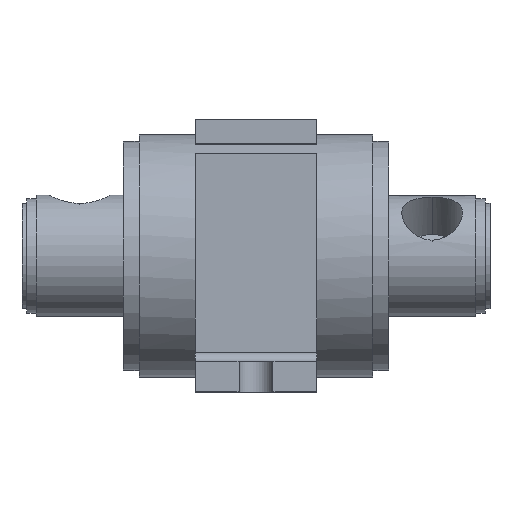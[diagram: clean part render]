
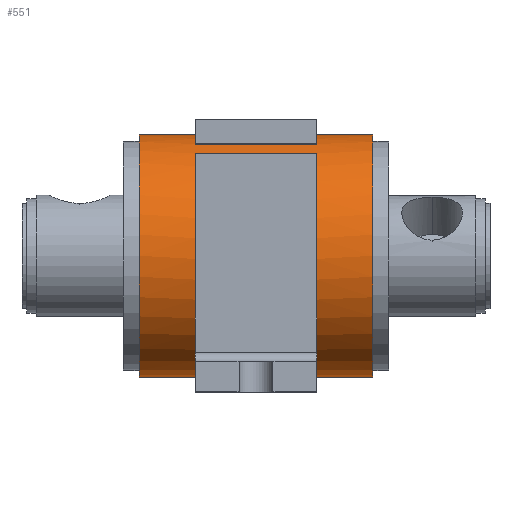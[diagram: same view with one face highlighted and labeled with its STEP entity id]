
A CAD part, top view. The second image highlights one B-rep face of the part: STEP entity #551.
In plain terms, the highlighted cylindrical face has radius 25.4 mm (diameter 50.8 mm), a partial arc.
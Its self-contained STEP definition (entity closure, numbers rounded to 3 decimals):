
#33 = AXIS2_PLACEMENT_3D ( 'NONE', #2397, #951, #2637 ) ;
#92 = EDGE_LOOP ( 'NONE', ( #1897, #2667, #2341, #1495, #1176, #2082, #1524, #458, #1117, #1859, #2092, #1197 ) ) ;
#202 = LINE ( 'NONE', #2368, #828 ) ;
#205 = CARTESIAN_POINT ( 'NONE',  ( 24.45, 25.4, 0. ) ) ;
#300 = AXIS2_PLACEMENT_3D ( 'NONE', #2255, #822, #2499 ) ;
#324 = DIRECTION ( 'NONE',  ( 1., 0., 0. ) ) ;
#344 = DIRECTION ( 'NONE',  ( 1., 0., 0. ) ) ;
#355 = CIRCLE ( 'NONE', #300, 25.4 ) ;
#360 = CIRCLE ( 'NONE', #705, 25.4 ) ;
#385 = CARTESIAN_POINT ( 'NONE',  ( 12.7, 21.42, 13.651 ) ) ;
#404 = DIRECTION ( 'NONE',  ( 1., 0., 0. ) ) ;
#452 = EDGE_CURVE ( 'NONE', #762, #2282, #2960, .T. ) ;
#458 = ORIENTED_EDGE ( 'NONE', *, *, #761, .F. ) ;
#522 = VERTEX_POINT ( 'NONE', #557 ) ;
#527 = EDGE_CURVE ( 'NONE', #1357, #2886, #883, .T. ) ;
#534 = VERTEX_POINT ( 'NONE', #2216 ) ;
#551 = ADVANCED_FACE ( 'NONE', ( #1226 ), #3071, .T. ) ;
#557 = CARTESIAN_POINT ( 'NONE',  ( -24.45, -25.4, 0. ) ) ;
#656 = DIRECTION ( 'NONE',  ( 1., 0., 0. ) ) ;
#698 = DIRECTION ( 'NONE',  ( -1., 0., 0. ) ) ;
#705 = AXIS2_PLACEMENT_3D ( 'NONE', #1110, #2792, #1352 ) ;
#761 = EDGE_CURVE ( 'NONE', #881, #2681, #1321, .T. ) ;
#762 = VERTEX_POINT ( 'NONE', #1695 ) ;
#776 = DIRECTION ( 'NONE',  ( 0., 0., -1. ) ) ;
#822 = DIRECTION ( 'NONE',  ( 1., 0., 0. ) ) ;
#828 = VECTOR ( 'NONE', #698, 1000. ) ;
#878 = CARTESIAN_POINT ( 'NONE',  ( 21.181, -25.4, 0. ) ) ;
#881 = VERTEX_POINT ( 'NONE', #1755 ) ;
#883 = CIRCLE ( 'NONE', #1704, 25.4 ) ;
#951 = DIRECTION ( 'NONE',  ( 1., 0., 0. ) ) ;
#1110 = CARTESIAN_POINT ( 'NONE',  ( 24.45, 0., 0. ) ) ;
#1117 = ORIENTED_EDGE ( 'NONE', *, *, #2352, .T. ) ;
#1145 = EDGE_CURVE ( 'NONE', #534, #522, #1826, .T. ) ;
#1159 = CIRCLE ( 'NONE', #33, 25.4 ) ;
#1176 = ORIENTED_EDGE ( 'NONE', *, *, #2061, .T. ) ;
#1197 = ORIENTED_EDGE ( 'NONE', *, *, #2600, .F. ) ;
#1198 = DIRECTION ( 'NONE',  ( 0., 1., 0. ) ) ;
#1226 = FACE_OUTER_BOUND ( 'NONE', #92, .T. ) ;
#1253 = VECTOR ( 'NONE', #1820, 1000. ) ;
#1321 = LINE ( 'NONE', #1452, #1951 ) ;
#1339 = EDGE_CURVE ( 'NONE', #1522, #1566, #2465, .T. ) ;
#1352 = DIRECTION ( 'NONE',  ( 0., 1., 0. ) ) ;
#1357 = VERTEX_POINT ( 'NONE', #1604 ) ;
#1431 = CARTESIAN_POINT ( 'NONE',  ( -24.45, 0., 0. ) ) ;
#1452 = CARTESIAN_POINT ( 'NONE',  ( 21.181, 25.4, 0. ) ) ;
#1495 = ORIENTED_EDGE ( 'NONE', *, *, #2702, .F. ) ;
#1522 = VERTEX_POINT ( 'NONE', #2373 ) ;
#1524 = ORIENTED_EDGE ( 'NONE', *, *, #2579, .F. ) ;
#1566 = VERTEX_POINT ( 'NONE', #2856 ) ;
#1604 = CARTESIAN_POINT ( 'NONE',  ( -12.7, 25.4, 0. ) ) ;
#1695 = CARTESIAN_POINT ( 'NONE',  ( 12.7, -25.4, 0. ) ) ;
#1704 = AXIS2_PLACEMENT_3D ( 'NONE', #2469, #2457, #776 ) ;
#1755 = CARTESIAN_POINT ( 'NONE',  ( 12.7, 25.4, 0. ) ) ;
#1807 = VERTEX_POINT ( 'NONE', #385 ) ;
#1820 = DIRECTION ( 'NONE',  ( -1., 0., 0. ) ) ;
#1821 = CARTESIAN_POINT ( 'NONE',  ( 21.181, 25.4, 0. ) ) ;
#1826 = CIRCLE ( 'NONE', #2049, 25.4 ) ;
#1841 = EDGE_CURVE ( 'NONE', #3075, #2886, #1871, .T. ) ;
#1859 = ORIENTED_EDGE ( 'NONE', *, *, #1841, .T. ) ;
#1871 = LINE ( 'NONE', #2051, #1253 ) ;
#1897 = ORIENTED_EDGE ( 'NONE', *, *, #1145, .T. ) ;
#1951 = VECTOR ( 'NONE', #2917, 1000. ) ;
#2049 = AXIS2_PLACEMENT_3D ( 'NONE', #1431, #2882, #1198 ) ;
#2051 = CARTESIAN_POINT ( 'NONE',  ( 12.7, 23.42, 9.832 ) ) ;
#2061 = EDGE_CURVE ( 'NONE', #1807, #762, #1159, .T. ) ;
#2075 = DIRECTION ( 'NONE',  ( 0., 0., -1. ) ) ;
#2082 = ORIENTED_EDGE ( 'NONE', *, *, #452, .T. ) ;
#2092 = ORIENTED_EDGE ( 'NONE', *, *, #527, .F. ) ;
#2095 = LINE ( 'NONE', #1821, #2673 ) ;
#2186 = AXIS2_PLACEMENT_3D ( 'NONE', #2946, #324, #2202 ) ;
#2202 = DIRECTION ( 'NONE',  ( 0., 1., 0. ) ) ;
#2216 = CARTESIAN_POINT ( 'NONE',  ( -24.45, 25.4, 0. ) ) ;
#2247 = LINE ( 'NONE', #2733, #2813 ) ;
#2255 = CARTESIAN_POINT ( 'NONE',  ( 12.7, 0., 0. ) ) ;
#2273 = CARTESIAN_POINT ( 'NONE',  ( -12.7, 23.42, 9.832 ) ) ;
#2282 = VERTEX_POINT ( 'NONE', #2482 ) ;
#2290 = DIRECTION ( 'NONE',  ( 1., 0., 0. ) ) ;
#2306 = VECTOR ( 'NONE', #2290, 1000. ) ;
#2325 = CARTESIAN_POINT ( 'NONE',  ( -12.7, 0., 0. ) ) ;
#2337 = EDGE_CURVE ( 'NONE', #522, #1566, #2247, .T. ) ;
#2341 = ORIENTED_EDGE ( 'NONE', *, *, #1339, .F. ) ;
#2352 = EDGE_CURVE ( 'NONE', #881, #3075, #355, .T. ) ;
#2368 = CARTESIAN_POINT ( 'NONE',  ( 12.7, 21.42, 13.651 ) ) ;
#2373 = CARTESIAN_POINT ( 'NONE',  ( -12.7, 21.42, 13.651 ) ) ;
#2397 = CARTESIAN_POINT ( 'NONE',  ( 12.7, 0., 0. ) ) ;
#2457 = DIRECTION ( 'NONE',  ( 1., 0., 0. ) ) ;
#2465 = CIRCLE ( 'NONE', #2483, 25.4 ) ;
#2469 = CARTESIAN_POINT ( 'NONE',  ( -12.7, 0., 0. ) ) ;
#2482 = CARTESIAN_POINT ( 'NONE',  ( 24.45, -25.4, 0. ) ) ;
#2483 = AXIS2_PLACEMENT_3D ( 'NONE', #2325, #656, #2075 ) ;
#2499 = DIRECTION ( 'NONE',  ( 0., 0., -1. ) ) ;
#2579 = EDGE_CURVE ( 'NONE', #2681, #2282, #360, .T. ) ;
#2600 = EDGE_CURVE ( 'NONE', #534, #1357, #2095, .T. ) ;
#2637 = DIRECTION ( 'NONE',  ( 0., 0., -1. ) ) ;
#2667 = ORIENTED_EDGE ( 'NONE', *, *, #2337, .T. ) ;
#2673 = VECTOR ( 'NONE', #404, 1000. ) ;
#2681 = VERTEX_POINT ( 'NONE', #205 ) ;
#2702 = EDGE_CURVE ( 'NONE', #1807, #1522, #202, .T. ) ;
#2733 = CARTESIAN_POINT ( 'NONE',  ( 21.181, -25.4, 0. ) ) ;
#2792 = DIRECTION ( 'NONE',  ( 1., 0., 0. ) ) ;
#2813 = VECTOR ( 'NONE', #344, 1000. ) ;
#2856 = CARTESIAN_POINT ( 'NONE',  ( -12.7, -25.4, 0. ) ) ;
#2880 = CARTESIAN_POINT ( 'NONE',  ( 12.7, 23.42, 9.832 ) ) ;
#2882 = DIRECTION ( 'NONE',  ( 1., 0., 0. ) ) ;
#2886 = VERTEX_POINT ( 'NONE', #2273 ) ;
#2917 = DIRECTION ( 'NONE',  ( 1., 0., 0. ) ) ;
#2946 = CARTESIAN_POINT ( 'NONE',  ( 21.181, 0., 0. ) ) ;
#2960 = LINE ( 'NONE', #878, #2306 ) ;
#3071 = CYLINDRICAL_SURFACE ( 'NONE', #2186, 25.4 ) ;
#3075 = VERTEX_POINT ( 'NONE', #2880 ) ;
